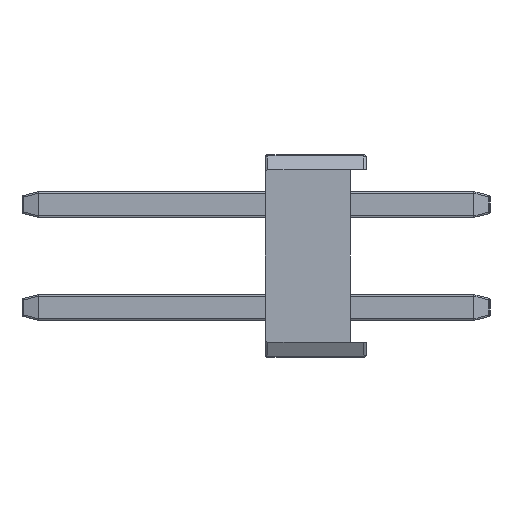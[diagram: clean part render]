
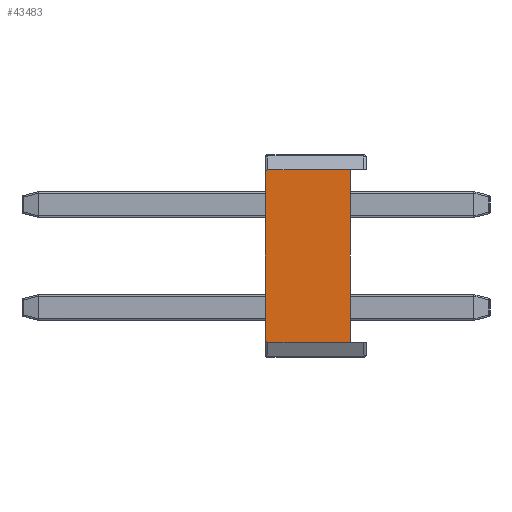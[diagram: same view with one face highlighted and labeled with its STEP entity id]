
A CAD part, left-side view. The second image highlights one B-rep face of the part: STEP entity #43483.
In plain terms, the highlighted planar face has unit normal (-1, 0, 0).
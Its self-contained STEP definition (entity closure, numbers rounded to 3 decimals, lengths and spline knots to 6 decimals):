
#1339=PLANE('',#49369);
#5976=LINE('',#78670,#9456);
#6020=LINE('',#78770,#9500);
#6021=LINE('',#78772,#9501);
#6022=LINE('',#78773,#9502);
#9456=VECTOR('',#62718,1.);
#9500=VECTOR('',#62826,1.);
#9501=VECTOR('',#62829,1.);
#9502=VECTOR('',#62830,1.);
#22938=ORIENTED_EDGE('',*,*,#29549,.F.);
#22939=ORIENTED_EDGE('',*,*,#29460,.T.);
#22940=ORIENTED_EDGE('',*,*,#29550,.T.);
#22941=ORIENTED_EDGE('',*,*,#29496,.F.);
#22942=ORIENTED_EDGE('',*,*,#29548,.F.);
#22943=ORIENTED_EDGE('',*,*,#29482,.T.);
#29460=EDGE_CURVE('',#33328,#33329,#35093,.T.);
#29482=EDGE_CURVE('',#33343,#33344,#35096,.T.);
#29496=EDGE_CURVE('',#33352,#33353,#5976,.T.);
#29548=EDGE_CURVE('',#33343,#33352,#6020,.T.);
#29549=EDGE_CURVE('',#33328,#33344,#6021,.T.);
#29550=EDGE_CURVE('',#33329,#33353,#6022,.T.);
#33328=VERTEX_POINT('',#78500);
#33329=VERTEX_POINT('',#78501);
#33343=VERTEX_POINT('',#78617);
#33344=VERTEX_POINT('',#78618);
#33352=VERTEX_POINT('',#78671);
#33353=VERTEX_POINT('',#78672);
#35093=CIRCLE('',#49320,0.00007);
#35096=CIRCLE('',#49330,0.00007);
#37841=EDGE_LOOP('',(#22938,#22939,#22940,#22941,#22942,#22943));
#40631=FACE_BOUND('',#37841,.T.);
#43483=ADVANCED_FACE('',(#40631),#1339,.F.);
#49320=AXIS2_PLACEMENT_3D('',#78499,#62666,#62667);
#49330=AXIS2_PLACEMENT_3D('',#78616,#62696,#62697);
#49369=AXIS2_PLACEMENT_3D('',#78771,#62827,#62828);
#62666=DIRECTION('',(-1.,0.,0.));
#62667=DIRECTION('',(0.,0.,-1.));
#62696=DIRECTION('',(-1.,0.,0.));
#62697=DIRECTION('',(0.,0.,-1.));
#62718=DIRECTION('',(0.,0.,-1.));
#62826=DIRECTION('',(0.,-1.,0.));
#62827=DIRECTION('',(1.,0.,0.));
#62828=DIRECTION('',(0.,0.,-1.));
#62829=DIRECTION('',(0.,0.,1.));
#62830=DIRECTION('',(0.,-1.,0.));
#78499=CARTESIAN_POINT('',(-0.00127,0.00118,-0.002055));
#78500=CARTESIAN_POINT('',(-0.00127,0.00125,-0.002055));
#78501=CARTESIAN_POINT('',(-0.00127,0.00118,-0.002125));
#78616=CARTESIAN_POINT('',(-0.00127,0.00118,0.002055));
#78617=CARTESIAN_POINT('',(-0.00127,0.00118,0.002125));
#78618=CARTESIAN_POINT('',(-0.00127,0.00125,0.002055));
#78670=CARTESIAN_POINT('',(-0.00127,-0.00085,-0.002125));
#78671=CARTESIAN_POINT('',(-0.00127,-0.00085,0.002125));
#78672=CARTESIAN_POINT('',(-0.00127,-0.00085,-0.002125));
#78770=CARTESIAN_POINT('',(-0.00127,0.00125,0.002125));
#78771=CARTESIAN_POINT('',(-0.00127,0.00125,-0.002125));
#78772=CARTESIAN_POINT('',(-0.00127,0.00125,-0.002125));
#78773=CARTESIAN_POINT('',(-0.00127,0.00125,-0.002125));
